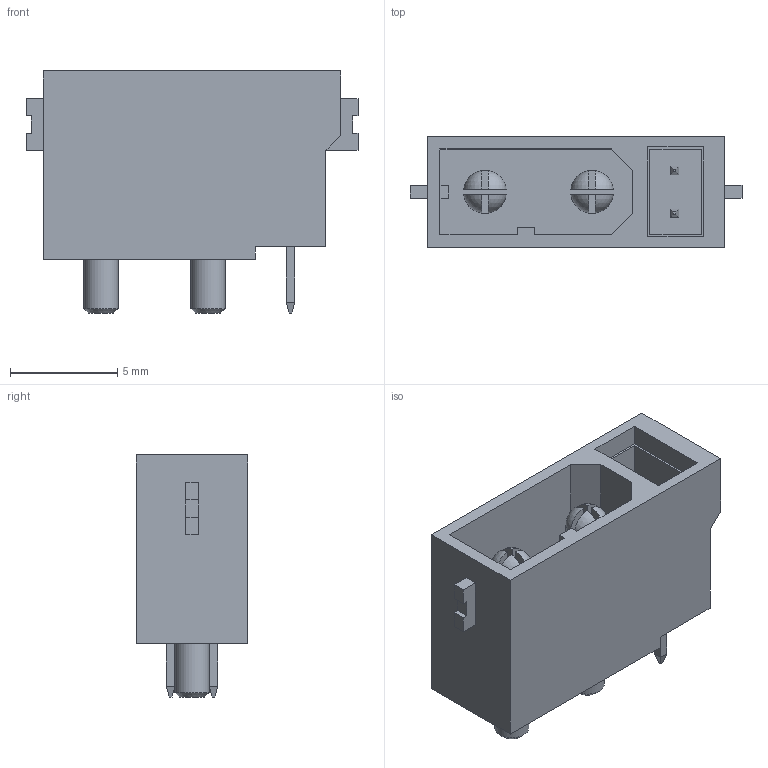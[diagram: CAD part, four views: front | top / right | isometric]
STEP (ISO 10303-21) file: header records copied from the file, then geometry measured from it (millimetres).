
FILE_DESCRIPTION(/* description */ ('STEP AP242 Edition 2','CAx-IF Rec.Pracs.---Representation and Presentation of Product Manufacturing Information (PMI)---4.0---2014-10-13','CAx-IF Rec.Pracs.---3D Tessellated Geometry---0.4---2014-09-14','2;1','CAx-IF Rec.Pracs.---User Defined Attributes---1.5---2016-08-15'),/* implementation_level */ '2;1');
FILE_NAME(/* name */ '692e6233ff9ffa672c176ca6',/* time_stamp */ '2025-12-02T03:51:15Z',/* author */ (''),/* organization */ (''),/* preprocessor_version */ 'ST-DEVELOPER v20',/* originating_system */ 'ONSHAPE BY PTC INC, 1.207',/* authorisation */ ' ');
FILE_SCHEMA (('AP242_MANAGED_MODEL_BASED_3D_ENGINEERING_MIM_LF { 1 0 10303 442 3 1 4 }'));
Length unit declared in the file: metre
Products named in the file (3): EasyEDA PCB Model~UTh7; CN1~CONN-TH_XT30PB-M~CONN-TH_XT30PB-M~UTh7 <1>; CONN-TH_XT30PB-M~CONN-TH_XT30PB-M~UTh7
Assembly tree (2 placements, depth 3):
  EasyEDA PCB Model~UTh7
    CN1~CONN-TH_XT30PB-M~CONN-TH_XT30PB-M~UTh7 <1>
      CONN-TH_XT30PB-M~CONN-TH_XT30PB-M~UTh7
Bounding box: 15.5 x 5.21 x 11.3 mm (x, y, z)
Volume: 374 mm3; surface area: 861.6 mm2
Topology: 1 solids, 1 shells, 347 faces, 921 edges, 608 vertices
Faces by surface type: plane 237, cylinder 76, sphere 19, bspline 13, cone 2
Full cylindrical faces by diameter (mm): 1.6 x2
Entity records: 13282 total; most frequent: CARTESIAN_POINT 2279, ORIENTED_EDGE 1818, DIRECTION 1676, EDGE_CURVE 909, VERTEX_POINT 602, LINE 598, VECTOR 598, AXIS2_PLACEMENT_3D 539
